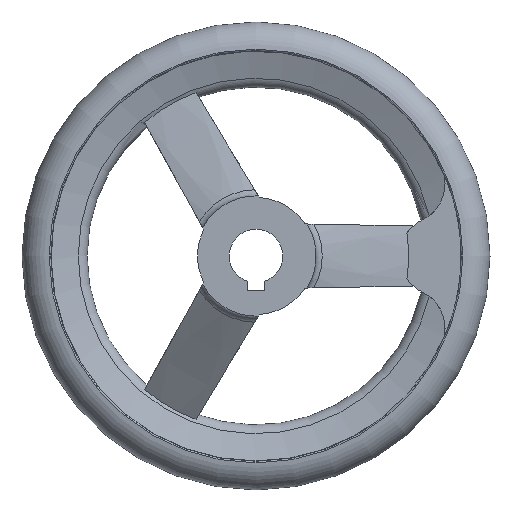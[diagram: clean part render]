
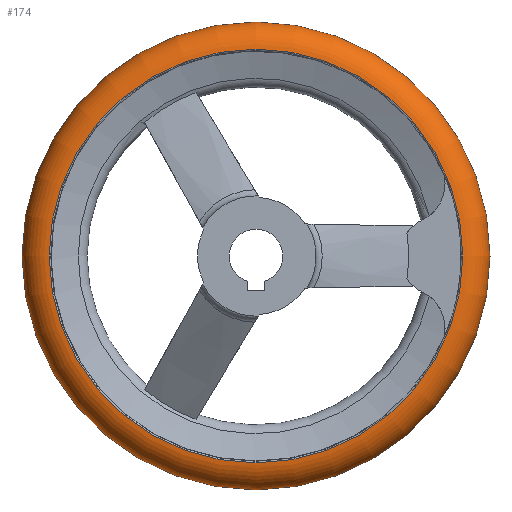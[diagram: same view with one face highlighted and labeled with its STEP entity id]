
A CAD part, front view. The second image highlights one B-rep face of the part: STEP entity #174.
In plain terms, the highlighted toroidal (fillet/blend) face has major radius 61.5 mm and minor radius 8.5 mm.
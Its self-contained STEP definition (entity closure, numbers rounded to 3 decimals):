
#174 = ADVANCED_FACE( '', ( #357, #358, #359 ), #360, .T. );
#357 = FACE_BOUND( '', #538, .T. );
#358 = FACE_OUTER_BOUND( '', #539, .T. );
#359 = FACE_OUTER_BOUND( '', #540, .T. );
#360 = TOROIDAL_SURFACE( '', #541, 61.5, 8.5 );
#538 = VERTEX_LOOP( '', #1018 );
#539 = EDGE_LOOP( '', ( #1019 ) );
#540 = EDGE_LOOP( '', ( #1020 ) );
#541 = AXIS2_PLACEMENT_3D( '', #1021, #1022, #1023 );
#1018 = VERTEX_POINT( '', #1281 );
#1019 = ORIENTED_EDGE( '', *, *, #1272, .T. );
#1020 = ORIENTED_EDGE( '', *, *, #1248, .F. );
#1021 = CARTESIAN_POINT( '', ( 0., 29.5, 0. ) );
#1022 = DIRECTION( '', ( 0., -1., 0. ) );
#1023 = DIRECTION( '', ( 0., 0., -1. ) );
#1248 = EDGE_CURVE( '', #1555, #1555, #1556, .T. );
#1272 = EDGE_CURVE( '', #1583, #1583, #1584, .T. );
#1281 = CARTESIAN_POINT( '', ( 0., 29.5, -70. ) );
#1555 = VERTEX_POINT( '', #2333 );
#1556 = CIRCLE( '', #2334, 61.854 );
#1583 = VERTEX_POINT( '', #2419 );
#1584 = CIRCLE( '', #2420, 61.854 );
#2333 = CARTESIAN_POINT( '', ( 0., 21.007, -61.854 ) );
#2334 = AXIS2_PLACEMENT_3D( '', #2644, #2645, #2646 );
#2419 = CARTESIAN_POINT( '', ( 0., 37.993, -61.854 ) );
#2420 = AXIS2_PLACEMENT_3D( '', #2663, #2664, #2665 );
#2644 = CARTESIAN_POINT( '', ( 0., 21.007, 0. ) );
#2645 = DIRECTION( '', ( 0., -1., 0. ) );
#2646 = DIRECTION( '', ( 0., 0., -1. ) );
#2663 = CARTESIAN_POINT( '', ( 0., 37.993, 0. ) );
#2664 = DIRECTION( '', ( 0., -1., 0. ) );
#2665 = DIRECTION( '', ( 0., 0., -1. ) );
